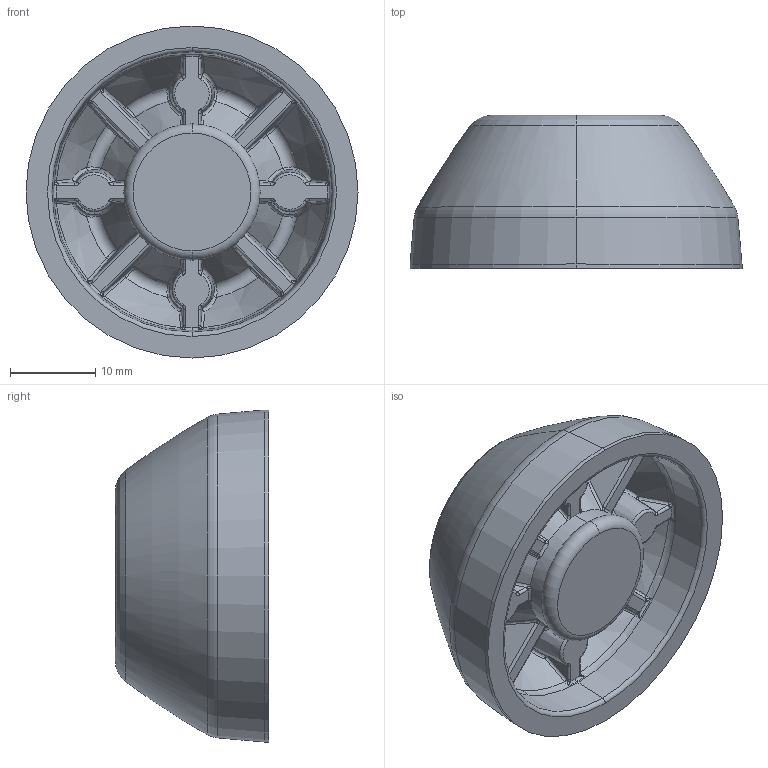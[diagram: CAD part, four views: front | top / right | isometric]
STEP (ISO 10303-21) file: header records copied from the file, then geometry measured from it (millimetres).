
FILE_DESCRIPTION (( 'STEP AP214' ), '1' );
FILE_NAME ('098D040K.STEP', '2014-08-11T08:51:15', ( '' ), ( '' ), 'SwSTEP 2.0', 'SolidWorks 2014', '' );
FILE_SCHEMA (( 'AUTOMOTIVE_DESIGN' ));
Length unit declared in the file: millimetre
Products named in the file (1): 098D040K
Bounding box: 39 x 18 x 39 mm (x, y, z)
Volume: 9851.3 mm3; surface area: 5570.2 mm2
Topology: 1 solids, 1 shells, 352 faces, 824 edges, 458 vertices
Faces by surface type: bspline 190, torus 49, plane 35, cone 32, cylinder 28, sphere 18
Entity records: 13440 total; most frequent: CARTESIAN_POINT 6869, ORIENTED_EDGE 1606, DIRECTION 1076, EDGE_CURVE 803, AXIS2_PLACEMENT_3D 508, VERTEX_POINT 455, B_SPLINE_CURVE_WITH_KNOTS 398, EDGE_LOOP 354
